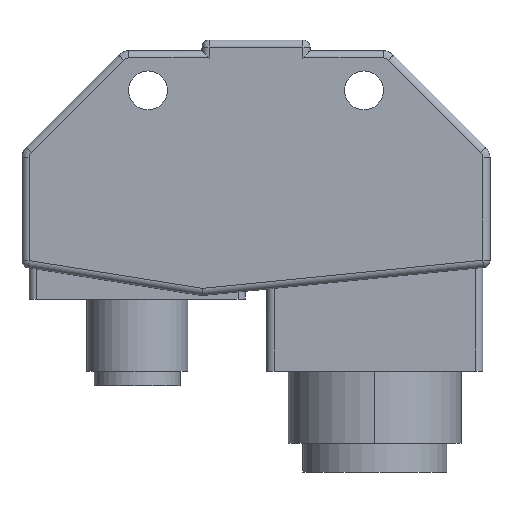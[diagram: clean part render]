
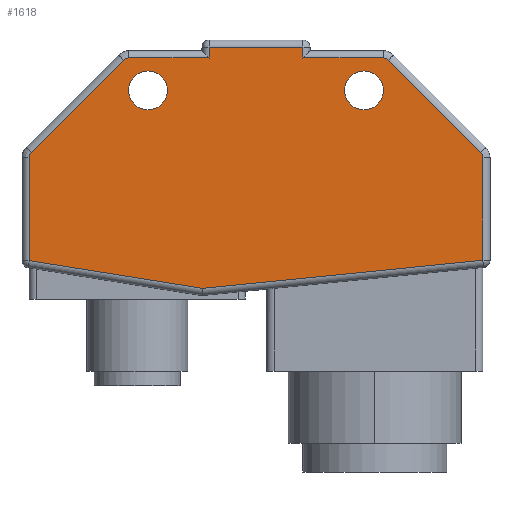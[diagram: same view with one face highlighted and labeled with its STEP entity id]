
A CAD part, front view. The second image highlights one B-rep face of the part: STEP entity #1618.
In plain terms, the highlighted planar face has unit normal (0, -1, 0).
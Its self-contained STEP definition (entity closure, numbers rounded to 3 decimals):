
#74=CARTESIAN_POINT('',(17.672,0.,32.));
#75=DIRECTION('',(0.,1.,0.));
#76=DIRECTION('',(0.,0.,1.));
#77=AXIS2_PLACEMENT_3D('',#74,#75,#76);
#79=DIRECTION('',(0.707,0.,-0.707));
#80=VECTOR('',#79,18.142);
#81=CARTESIAN_POINT('',(18.379,0.,32.707));
#82=LINE('',#81,#80);
#83=CARTESIAN_POINT('',(30.5,0.,19.172));
#84=DIRECTION('',(0.,1.,0.));
#85=DIRECTION('',(0.707,0.,0.707));
#86=AXIS2_PLACEMENT_3D('',#83,#84,#85);
#88=DIRECTION('',(-0.995,0.,-0.1));
#89=VECTOR('',#88,39.165);
#90=CARTESIAN_POINT('',(31.5,0.,4.905));
#91=LINE('',#90,#89);
#92=DIRECTION('',(-0.987,0.,0.158));
#93=VECTOR('',#92,24.335);
#94=CARTESIAN_POINT('',(-7.47,0.,1.008));
#95=LINE('',#94,#93);
#96=CARTESIAN_POINT('',(-30.5,0.,19.172));
#97=DIRECTION('',(0.,1.,0.));
#98=DIRECTION('',(-1.,0.,0.));
#99=AXIS2_PLACEMENT_3D('',#96,#97,#98);
#101=DIRECTION('',(0.707,0.,0.707));
#102=VECTOR('',#101,18.142);
#103=CARTESIAN_POINT('',(-31.207,0.,
19.879));
#104=LINE('',#103,#102);
#105=CARTESIAN_POINT('',(-17.672,0.,32.));
#106=DIRECTION('',(0.,1.,0.));
#107=DIRECTION('',(-0.707,0.,0.707));
#108=AXIS2_PLACEMENT_3D('',#105,#106,#107);
#110=CARTESIAN_POINT('',(15.,0.,28.5));
#111=DIRECTION('',(0.,-1.,0.));
#112=DIRECTION('',(-1.,0.,0.));
#113=AXIS2_PLACEMENT_3D('',#110,#111,#112);
#115=CARTESIAN_POINT('',(15.,0.,28.5));
#116=DIRECTION('',(0.,-1.,0.));
#117=DIRECTION('',(1.,0.,0.));
#118=AXIS2_PLACEMENT_3D('',#115,#116,#117);
#120=CARTESIAN_POINT('',(-15.,0.,28.5));
#121=DIRECTION('',(0.,-1.,0.));
#122=DIRECTION('',(-1.,0.,0.));
#123=AXIS2_PLACEMENT_3D('',#120,#121,#122);
#125=CARTESIAN_POINT('',(-15.,0.,28.5));
#126=DIRECTION('',(0.,-1.,0.));
#127=DIRECTION('',(1.,0.,0.));
#128=AXIS2_PLACEMENT_3D('',#125,#126,#127);
#130=DIRECTION('',(0.,0.,1.));
#131=VECTOR('',#130,1.5);
#132=CARTESIAN_POINT('',(6.5,0.,33.));
#133=LINE('',#132,#131);
#166=DIRECTION('',(-1.,0.,0.));
#167=VECTOR('',#166,13.);
#168=CARTESIAN_POINT('',(6.5,0.,34.5));
#169=LINE('',#168,#167);
#501=DIRECTION('',(0.,0.,-1.));
#502=VECTOR('',#501,14.319);
#503=CARTESIAN_POINT('',(-31.5,0.,
19.172));
#504=LINE('',#503,#502);
#830=DIRECTION('',(0.,0.,1.));
#831=VECTOR('',#830,14.267);
#832=CARTESIAN_POINT('',(31.5,0.,4.905));
#833=LINE('',#832,#831);
#881=DIRECTION('',(-1.,0.,0.));
#882=VECTOR('',#881,11.172);
#883=CARTESIAN_POINT('',(17.672,0.,33.));
#884=LINE('',#883,#882);
#1197=DIRECTION('',(-1.,0.,0.));
#1198=VECTOR('',#1197,11.172);
#1199=CARTESIAN_POINT('',(-6.5,0.,33.));
#1200=LINE('',#1199,#1198);
#1213=DIRECTION('',(0.,0.,-1.));
#1214=VECTOR('',#1213,1.5);
#1215=CARTESIAN_POINT('',(-6.5,0.,34.5));
#1216=LINE('',#1215,#1214);
#1263=CARTESIAN_POINT('',(6.5,0.,33.));
#1264=CARTESIAN_POINT('',(6.5,0.,34.5));
#1265=VERTEX_POINT('',#1263);
#1266=VERTEX_POINT('',#1264);
#1267=CARTESIAN_POINT('',(17.672,0.,
33.));
#1268=VERTEX_POINT('',#1267);
#1269=CARTESIAN_POINT('',(18.379,0.,
32.707));
#1270=VERTEX_POINT('',#1269);
#1271=CARTESIAN_POINT('',(31.207,0.,
19.879));
#1272=VERTEX_POINT('',#1271);
#1273=CARTESIAN_POINT('',(31.5,0.,
19.172));
#1274=VERTEX_POINT('',#1273);
#1275=CARTESIAN_POINT('',(31.5,0.,4.905));
#1276=VERTEX_POINT('',#1275);
#1277=CARTESIAN_POINT('',(-7.47,0.,1.008));
#1278=VERTEX_POINT('',#1277);
#1279=CARTESIAN_POINT('',(-31.5,0.,4.853));
#1280=VERTEX_POINT('',#1279);
#1281=CARTESIAN_POINT('',(-31.5,0.,
19.172));
#1282=VERTEX_POINT('',#1281);
#1283=CARTESIAN_POINT('',(-31.207,0.,
19.879));
#1284=VERTEX_POINT('',#1283);
#1285=CARTESIAN_POINT('',(-18.379,0.,
32.707));
#1286=VERTEX_POINT('',#1285);
#1287=CARTESIAN_POINT('',(-17.672,0.,
33.));
#1288=VERTEX_POINT('',#1287);
#1289=CARTESIAN_POINT('',(-6.5,0.,33.));
#1290=VERTEX_POINT('',#1289);
#1291=CARTESIAN_POINT('',(-6.5,0.,34.5));
#1292=VERTEX_POINT('',#1291);
#1293=CARTESIAN_POINT('',(12.3,0.,28.5));
#1294=CARTESIAN_POINT('',(17.7,0.,28.5));
#1295=VERTEX_POINT('',#1293);
#1296=VERTEX_POINT('',#1294);
#1297=CARTESIAN_POINT('',(-17.7,0.,28.5));
#1298=CARTESIAN_POINT('',(-12.3,0.,28.5));
#1299=VERTEX_POINT('',#1297);
#1300=VERTEX_POINT('',#1298);
#1569=CARTESIAN_POINT('',(0.,0.,0.));
#1570=DIRECTION('',(0.,1.,0.));
#1571=DIRECTION('',(1.,0.,0.));
#1572=AXIS2_PLACEMENT_3D('',#1569,#1570,#1571);
#1573=PLANE('',#1572);
#1575=ORIENTED_EDGE('',*,*,#1574,.F.);
#1577=ORIENTED_EDGE('',*,*,#1576,.F.);
#1579=ORIENTED_EDGE('',*,*,#1578,.T.);
#1581=ORIENTED_EDGE('',*,*,#1580,.T.);
#1583=ORIENTED_EDGE('',*,*,#1582,.T.);
#1585=ORIENTED_EDGE('',*,*,#1584,.F.);
#1587=ORIENTED_EDGE('',*,*,#1586,.T.);
#1589=ORIENTED_EDGE('',*,*,#1588,.T.);
#1591=ORIENTED_EDGE('',*,*,#1590,.F.);
#1593=ORIENTED_EDGE('',*,*,#1592,.T.);
#1595=ORIENTED_EDGE('',*,*,#1594,.T.);
#1597=ORIENTED_EDGE('',*,*,#1596,.T.);
#1599=ORIENTED_EDGE('',*,*,#1598,.F.);
#1601=ORIENTED_EDGE('',*,*,#1600,.F.);
#1603=ORIENTED_EDGE('',*,*,#1602,.F.);
#1604=EDGE_LOOP('',(#1575,#1577,#1579,#1581,#1583,#1585,#1587,#1589,#1591,#1593,
#1595,#1597,#1599,#1601,#1603));
#1605=FACE_OUTER_BOUND('',#1604,.F.);
#1607=ORIENTED_EDGE('',*,*,#1606,.T.);
#1609=ORIENTED_EDGE('',*,*,#1608,.T.);
#1610=EDGE_LOOP('',(#1607,#1609));
#1611=FACE_BOUND('',#1610,.F.);
#1613=ORIENTED_EDGE('',*,*,#1612,.T.);
#1615=ORIENTED_EDGE('',*,*,#1614,.T.);
#1616=EDGE_LOOP('',(#1613,#1615));
#1617=FACE_BOUND('',#1616,.F.);
#1618=ADVANCED_FACE('',(#1605,#1611,#1617),#1573,.F.);
#78=CIRCLE('',#77,1.);
#87=CIRCLE('',#86,1.);
#100=CIRCLE('',#99,1.);
#109=CIRCLE('',#108,1.);
#114=CIRCLE('',#113,2.7);
#119=CIRCLE('',#118,2.7);
#124=CIRCLE('',#123,2.7);
#129=CIRCLE('',#128,2.7);
#1574=EDGE_CURVE('',#1265,#1266,#133,.T.);
#1576=EDGE_CURVE('',#1268,#1265,#884,.T.);
#1578=EDGE_CURVE('',#1268,#1270,#78,.T.);
#1580=EDGE_CURVE('',#1270,#1272,#82,.T.);
#1582=EDGE_CURVE('',#1272,#1274,#87,.T.);
#1584=EDGE_CURVE('',#1276,#1274,#833,.T.);
#1586=EDGE_CURVE('',#1276,#1278,#91,.T.);
#1588=EDGE_CURVE('',#1278,#1280,#95,.T.);
#1590=EDGE_CURVE('',#1282,#1280,#504,.T.);
#1592=EDGE_CURVE('',#1282,#1284,#100,.T.);
#1594=EDGE_CURVE('',#1284,#1286,#104,.T.);
#1596=EDGE_CURVE('',#1286,#1288,#109,.T.);
#1598=EDGE_CURVE('',#1290,#1288,#1200,.T.);
#1600=EDGE_CURVE('',#1292,#1290,#1216,.T.);
#1602=EDGE_CURVE('',#1266,#1292,#169,.T.);
#1606=EDGE_CURVE('',#1295,#1296,#114,.T.);
#1608=EDGE_CURVE('',#1296,#1295,#119,.T.);
#1612=EDGE_CURVE('',#1299,#1300,#124,.T.);
#1614=EDGE_CURVE('',#1300,#1299,#129,.T.);
